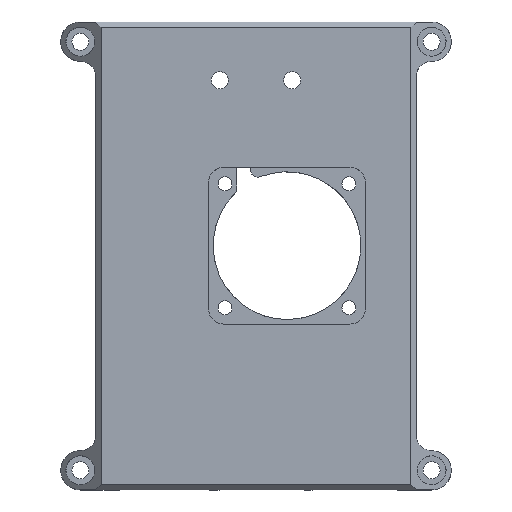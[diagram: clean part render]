
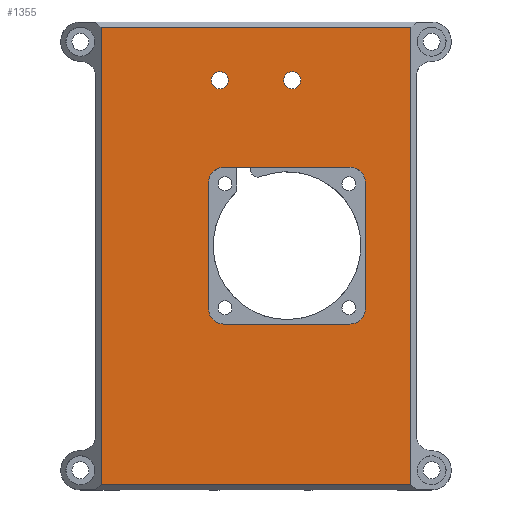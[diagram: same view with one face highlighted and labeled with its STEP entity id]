
A CAD part, top view. The second image highlights one B-rep face of the part: STEP entity #1355.
In plain terms, the highlighted planar face has unit normal (0, 0, 1).
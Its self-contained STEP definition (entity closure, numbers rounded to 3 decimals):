
#439 = EDGE_CURVE('',#440,#442,#444,.T.);
#440 = VERTEX_POINT('',#441);
#441 = CARTESIAN_POINT('',(-6.2,17.2,15.));
#442 = VERTEX_POINT('',#443);
#443 = CARTESIAN_POINT('',(18.2,17.2,15.));
#444 = LINE('',#445,#446);
#445 = CARTESIAN_POINT('',(-6.2,17.2,15.));
#446 = VECTOR('',#447,1.);
#447 = DIRECTION('',(1.,0.,0.));
#903 = VERTEX_POINT('',#904);
#904 = CARTESIAN_POINT('',(-9.2,14.2,15.));
#910 = EDGE_CURVE('',#440,#903,#911,.T.);
#911 = CIRCLE('',#912,3.);
#912 = AXIS2_PLACEMENT_3D('',#913,#914,#915);
#913 = CARTESIAN_POINT('',(-6.2,14.2,15.));
#914 = DIRECTION('',(0.,0.,1.));
#915 = DIRECTION('',(1.,0.,0.));
#926 = VERTEX_POINT('',#927);
#927 = CARTESIAN_POINT('',(-9.2,-10.2,15.));
#935 = EDGE_CURVE('',#926,#903,#936,.T.);
#936 = LINE('',#937,#938);
#937 = CARTESIAN_POINT('',(-9.2,-10.2,15.));
#938 = VECTOR('',#939,1.);
#939 = DIRECTION('',(0.,1.,0.));
#977 = VERTEX_POINT('',#978);
#978 = CARTESIAN_POINT('',(-6.2,-13.2,15.));
#984 = EDGE_CURVE('',#926,#977,#985,.T.);
#985 = CIRCLE('',#986,3.);
#986 = AXIS2_PLACEMENT_3D('',#987,#988,#989);
#987 = CARTESIAN_POINT('',(-6.2,-10.2,15.));
#988 = DIRECTION('',(0.,0.,1.));
#989 = DIRECTION('',(1.,0.,0.));
#1019 = VERTEX_POINT('',#1020);
#1020 = CARTESIAN_POINT('',(18.2,-13.2,15.));
#1028 = EDGE_CURVE('',#1019,#977,#1029,.T.);
#1029 = LINE('',#1030,#1031);
#1030 = CARTESIAN_POINT('',(18.2,-13.2,15.));
#1031 = VECTOR('',#1032,1.);
#1032 = DIRECTION('',(-1.,0.,0.));
#1045 = VERTEX_POINT('',#1046);
#1046 = CARTESIAN_POINT('',(21.2,-10.2,15.));
#1052 = EDGE_CURVE('',#1019,#1045,#1053,.T.);
#1053 = CIRCLE('',#1054,3.);
#1054 = AXIS2_PLACEMENT_3D('',#1055,#1056,#1057);
#1055 = CARTESIAN_POINT('',(18.2,-10.2,15.));
#1056 = DIRECTION('',(0.,0.,1.));
#1057 = DIRECTION('',(1.,0.,0.));
#1068 = VERTEX_POINT('',#1069);
#1069 = CARTESIAN_POINT('',(21.2,14.2,15.));
#1077 = EDGE_CURVE('',#1068,#442,#1078,.T.);
#1078 = CIRCLE('',#1079,3.);
#1079 = AXIS2_PLACEMENT_3D('',#1080,#1081,#1082);
#1080 = CARTESIAN_POINT('',(18.2,14.2,15.));
#1081 = DIRECTION('',(0.,0.,1.));
#1082 = DIRECTION('',(1.,0.,0.));
#1095 = EDGE_CURVE('',#1068,#1045,#1096,.T.);
#1096 = LINE('',#1097,#1098);
#1097 = CARTESIAN_POINT('',(21.2,14.2,15.));
#1098 = VECTOR('',#1099,1.);
#1099 = DIRECTION('',(0.,-1.,0.));
#1355 = ADVANCED_FACE('',(#1356,#1390,#1400,#1411),#1422,.T.);
#1356 = FACE_BOUND('',#1357,.T.);
#1357 = EDGE_LOOP('',(#1358,#1368,#1376,#1384));
#1358 = ORIENTED_EDGE('',*,*,#1359,.F.);
#1359 = EDGE_CURVE('',#1360,#1362,#1364,.T.);
#1360 = VERTEX_POINT('',#1361);
#1361 = CARTESIAN_POINT('',(-30.,-44.3,15.));
#1362 = VERTEX_POINT('',#1363);
#1363 = CARTESIAN_POINT('',(-30.,44.3,15.));
#1364 = LINE('',#1365,#1366);
#1365 = CARTESIAN_POINT('',(-30.,-121.961,15.));
#1366 = VECTOR('',#1367,1.);
#1367 = DIRECTION('',(0.,1.,0.));
#1368 = ORIENTED_EDGE('',*,*,#1369,.F.);
#1369 = EDGE_CURVE('',#1370,#1360,#1372,.T.);
#1370 = VERTEX_POINT('',#1371);
#1371 = CARTESIAN_POINT('',(30.,-44.3,15.));
#1372 = LINE('',#1373,#1374);
#1373 = CARTESIAN_POINT('',(30.,-44.3,15.));
#1374 = VECTOR('',#1375,1.);
#1375 = DIRECTION('',(-1.,0.,0.));
#1376 = ORIENTED_EDGE('',*,*,#1377,.T.);
#1377 = EDGE_CURVE('',#1370,#1378,#1380,.T.);
#1378 = VERTEX_POINT('',#1379);
#1379 = CARTESIAN_POINT('',(30.,44.3,15.));
#1380 = LINE('',#1381,#1382);
#1381 = CARTESIAN_POINT('',(30.,-121.961,15.));
#1382 = VECTOR('',#1383,1.);
#1383 = DIRECTION('',(0.,1.,0.));
#1384 = ORIENTED_EDGE('',*,*,#1385,.F.);
#1385 = EDGE_CURVE('',#1362,#1378,#1386,.T.);
#1386 = LINE('',#1387,#1388);
#1387 = CARTESIAN_POINT('',(-30.,44.3,15.));
#1388 = VECTOR('',#1389,1.);
#1389 = DIRECTION('',(1.,0.,0.));
#1390 = FACE_BOUND('',#1391,.T.);
#1391 = EDGE_LOOP('',(#1392,#1393,#1394,#1395,#1396,#1397,#1398,#1399));
#1392 = ORIENTED_EDGE('',*,*,#910,.F.);
#1393 = ORIENTED_EDGE('',*,*,#439,.T.);
#1394 = ORIENTED_EDGE('',*,*,#1077,.F.);
#1395 = ORIENTED_EDGE('',*,*,#1095,.T.);
#1396 = ORIENTED_EDGE('',*,*,#1052,.F.);
#1397 = ORIENTED_EDGE('',*,*,#1028,.T.);
#1398 = ORIENTED_EDGE('',*,*,#984,.F.);
#1399 = ORIENTED_EDGE('',*,*,#935,.T.);
#1400 = FACE_BOUND('',#1401,.T.);
#1401 = EDGE_LOOP('',(#1402));
#1402 = ORIENTED_EDGE('',*,*,#1403,.T.);
#1403 = EDGE_CURVE('',#1404,#1404,#1406,.T.);
#1404 = VERTEX_POINT('',#1405);
#1405 = CARTESIAN_POINT('',(-5.35,34.,15.));
#1406 = CIRCLE('',#1407,1.65);
#1407 = AXIS2_PLACEMENT_3D('',#1408,#1409,#1410);
#1408 = CARTESIAN_POINT('',(-7.,34.,15.));
#1409 = DIRECTION('',(0.,0.,-1.));
#1410 = DIRECTION('',(1.,0.,0.));
#1411 = FACE_BOUND('',#1412,.T.);
#1412 = EDGE_LOOP('',(#1413));
#1413 = ORIENTED_EDGE('',*,*,#1414,.T.);
#1414 = EDGE_CURVE('',#1415,#1415,#1417,.T.);
#1415 = VERTEX_POINT('',#1416);
#1416 = CARTESIAN_POINT('',(8.65,34.,15.));
#1417 = CIRCLE('',#1418,1.65);
#1418 = AXIS2_PLACEMENT_3D('',#1419,#1420,#1421);
#1419 = CARTESIAN_POINT('',(7.,34.,15.));
#1420 = DIRECTION('',(0.,0.,-1.));
#1421 = DIRECTION('',(1.,0.,0.));
#1422 = PLANE('',#1423);
#1423 = AXIS2_PLACEMENT_3D('',#1424,#1425,#1426);
#1424 = CARTESIAN_POINT('',(0.,0.,15.));
#1425 = DIRECTION('',(0.,0.,1.));
#1426 = DIRECTION('',(1.,0.,0.));
